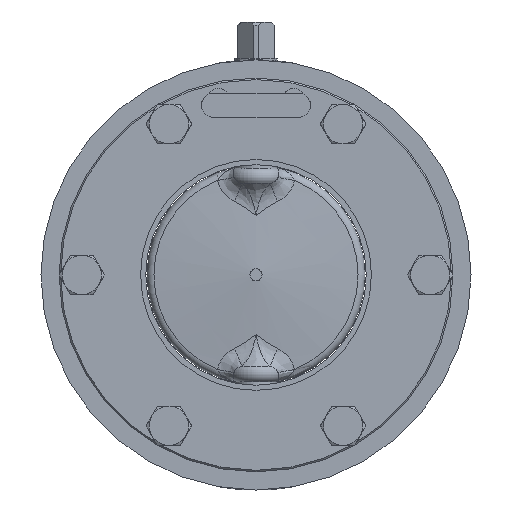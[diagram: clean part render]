
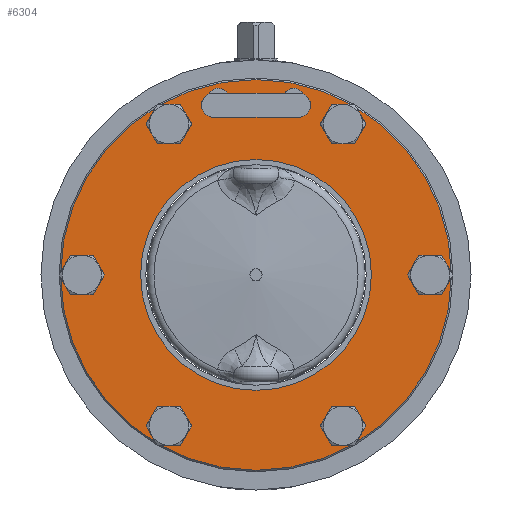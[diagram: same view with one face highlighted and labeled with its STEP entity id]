
A CAD part, left-side view. The second image highlights one B-rep face of the part: STEP entity #6304.
In plain terms, the highlighted planar face has unit normal (-1, 0, 0).
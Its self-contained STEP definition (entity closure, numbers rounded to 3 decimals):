
#93=CARTESIAN_POINT('',(-29.,12.5,54.4));
#94=VERTEX_POINT('',#93);
#95=CARTESIAN_POINT('',(-29.,12.5,58.0));
#96=DIRECTION('',(1.0,0.0,0.0));
#97=DIRECTION('',(0.0,0.0,-1.0));
#98=AXIS2_PLACEMENT_3D('',#95,#96,#97);
#99=CIRCLE('',#98,3.6);
#100=EDGE_CURVE('',#94,#94,#99,.T.);
#130=CARTESIAN_POINT('',(-29.,-12.5,54.4));
#131=VERTEX_POINT('',#130);
#132=CARTESIAN_POINT('',(-29.,-12.5,58.0));
#133=DIRECTION('',(1.0,0.0,0.0));
#134=DIRECTION('',(0.0,0.0,-1.0));
#135=AXIS2_PLACEMENT_3D('',#132,#133,#134);
#136=CIRCLE('',#135,3.6);
#137=EDGE_CURVE('',#131,#131,#136,.T.);
#1483=CARTESIAN_POINT('',(-29.,31.6,44.86));
#1484=VERTEX_POINT('',#1483);
#1485=CARTESIAN_POINT('',(-29.,28.75,49.796));
#1486=DIRECTION('',(1.,0.0,0.0));
#1487=DIRECTION('',(0.0,0.5,-0.866));
#1488=AXIS2_PLACEMENT_3D('',#1485,#1486,#1487);
#1489=CIRCLE('',#1488,5.7);
#1490=EDGE_CURVE('',#1484,#1484,#1489,.T.);
#2361=CARTESIAN_POINT('',(-29.,54.65,-4.936));
#2362=VERTEX_POINT('',#2361);
#2363=CARTESIAN_POINT('',(-29.,57.5,0.));
#2364=DIRECTION('',(1.0,0.0,0.0));
#2365=DIRECTION('',(0.0,-0.5,-0.866));
#2366=AXIS2_PLACEMENT_3D('',#2363,#2364,#2365);
#2367=CIRCLE('',#2366,5.7);
#2368=EDGE_CURVE('',#2362,#2362,#2367,.T.);
#3239=CARTESIAN_POINT('',(-29.,23.05,-49.796));
#3240=VERTEX_POINT('',#3239);
#3241=CARTESIAN_POINT('',(-29.,28.75,-49.796));
#3242=DIRECTION('',(1.0,0.0,0.0));
#3243=DIRECTION('',(0.0,-1.0,0.0));
#3244=AXIS2_PLACEMENT_3D('',#3241,#3242,#3243);
#3245=CIRCLE('',#3244,5.7);
#3246=EDGE_CURVE('',#3240,#3240,#3245,.T.);
#4117=CARTESIAN_POINT('',(-29.,-31.6,-44.86));
#4118=VERTEX_POINT('',#4117);
#4119=CARTESIAN_POINT('',(-29.,-28.75,-49.796));
#4120=DIRECTION('',(1.,0.0,0.0));
#4121=DIRECTION('',(0.0,-0.5,0.866));
#4122=AXIS2_PLACEMENT_3D('',#4119,#4120,#4121);
#4123=CIRCLE('',#4122,5.7);
#4124=EDGE_CURVE('',#4118,#4118,#4123,.T.);
#4995=CARTESIAN_POINT('',(-29.,-54.65,4.936));
#4996=VERTEX_POINT('',#4995);
#4997=CARTESIAN_POINT('',(-29.,-57.5,0.));
#4998=DIRECTION('',(1.,0.0,0.0));
#4999=DIRECTION('',(0.0,0.5,0.866));
#5000=AXIS2_PLACEMENT_3D('',#4997,#4998,#4999);
#5001=CIRCLE('',#5000,5.7);
#5002=EDGE_CURVE('',#4996,#4996,#5001,.T.);
#5873=CARTESIAN_POINT('',(-29.,-23.05,49.796));
#5874=VERTEX_POINT('',#5873);
#5875=CARTESIAN_POINT('',(-29.,-28.75,49.796));
#5876=DIRECTION('',(1.0,0.0,0.0));
#5877=DIRECTION('',(0.0,1.0,0.0));
#5878=AXIS2_PLACEMENT_3D('',#5875,#5876,#5877);
#5879=CIRCLE('',#5878,5.7);
#5880=EDGE_CURVE('',#5874,#5874,#5879,.T.);
#6249=CARTESIAN_POINT('',(-29.,-64.5,0.));
#6250=VERTEX_POINT('',#6249);
#6251=CARTESIAN_POINT('',(-29.,0.,0.));
#6252=DIRECTION('',(1.0,0.0,0.0));
#6253=DIRECTION('',(0.0,1.0,0.0));
#6254=AXIS2_PLACEMENT_3D('',#6251,#6252,#6253);
#6255=CIRCLE('',#6254,64.5);
#6256=EDGE_CURVE('',#6250,#6250,#6255,.T.);
#6261=CARTESIAN_POINT('',(-29.,-51.55,0.));
#6262=DIRECTION('',(-1.0,0.0,0.0));
#6263=DIRECTION('',(0.0,0.0,-1.0));
#6264=AXIS2_PLACEMENT_3D('',#6261,#6262,#6263);
#6265=PLANE('',#6264);
#6266=ORIENTED_EDGE('',*,*,#6256,.F.);
#6267=EDGE_LOOP('',(#6266));
#6268=FACE_OUTER_BOUND('',#6267,.T.);
#6269=ORIENTED_EDGE('',*,*,#1490,.T.);
#6270=EDGE_LOOP('',(#6269));
#6271=FACE_BOUND('',#6270,.T.);
#6272=ORIENTED_EDGE('',*,*,#2368,.T.);
#6273=EDGE_LOOP('',(#6272));
#6274=FACE_BOUND('',#6273,.T.);
#6275=ORIENTED_EDGE('',*,*,#3246,.T.);
#6276=EDGE_LOOP('',(#6275));
#6277=FACE_BOUND('',#6276,.T.);
#6278=ORIENTED_EDGE('',*,*,#4124,.T.);
#6279=EDGE_LOOP('',(#6278));
#6280=FACE_BOUND('',#6279,.T.);
#6281=ORIENTED_EDGE('',*,*,#5002,.T.);
#6282=EDGE_LOOP('',(#6281));
#6283=FACE_BOUND('',#6282,.T.);
#6284=ORIENTED_EDGE('',*,*,#5880,.T.);
#6285=EDGE_LOOP('',(#6284));
#6286=FACE_BOUND('',#6285,.T.);
#6287=ORIENTED_EDGE('',*,*,#100,.T.);
#6288=EDGE_LOOP('',(#6287));
#6289=FACE_BOUND('',#6288,.T.);
#6290=ORIENTED_EDGE('',*,*,#137,.T.);
#6291=EDGE_LOOP('',(#6290));
#6292=FACE_BOUND('',#6291,.T.);
#6293=CARTESIAN_POINT('',(-29.,-38.1,0.));
#6294=VERTEX_POINT('',#6293);
#6295=CARTESIAN_POINT('',(-29.,0.,0.));
#6296=DIRECTION('',(-1.0,0.0,0.0));
#6297=DIRECTION('',(0.0,-1.0,0.0));
#6298=AXIS2_PLACEMENT_3D('',#6295,#6296,#6297);
#6299=CIRCLE('',#6298,38.1);
#6300=EDGE_CURVE('',#6294,#6294,#6299,.T.);
#6301=ORIENTED_EDGE('',*,*,#6300,.F.);
#6302=EDGE_LOOP('',(#6301));
#6303=FACE_BOUND('',#6302,.T.);
#6304=ADVANCED_FACE('',(#6268,#6271,#6274,#6277,#6280,#6283,#6286,#6289,#6292,#6303),#6265,.T.);
